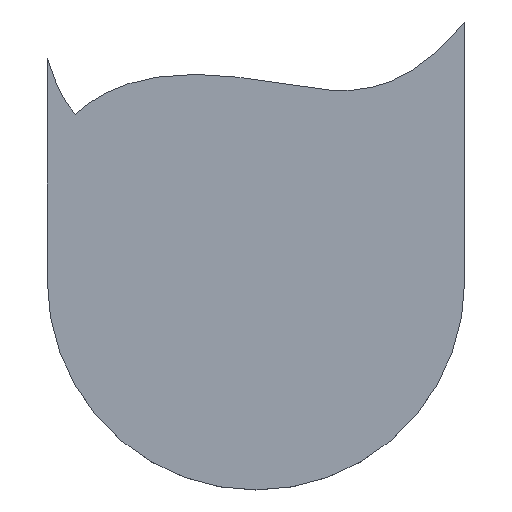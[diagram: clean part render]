
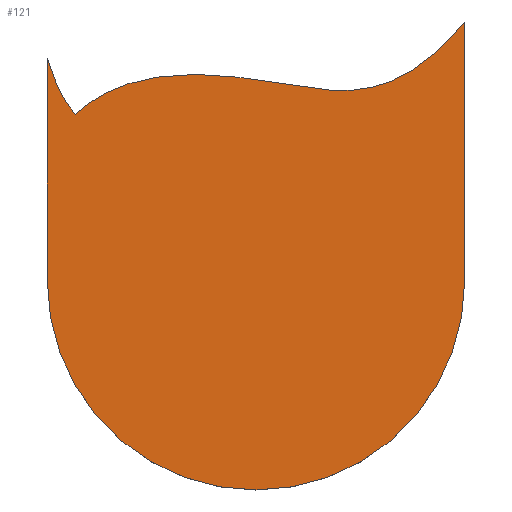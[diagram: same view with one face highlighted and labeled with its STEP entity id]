
A CAD part, top view. The second image highlights one B-rep face of the part: STEP entity #121.
In plain terms, the highlighted planar face has unit normal (0, 0, 1).
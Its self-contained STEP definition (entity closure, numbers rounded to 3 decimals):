
#16=(
BOUNDED_CURVE()
B_SPLINE_CURVE(5,(#353,#354,#355,#356,#357,#358,#359,#360,#361,#362),
 .UNSPECIFIED.,.F.,.F.)
B_SPLINE_CURVE_WITH_KNOTS((6,1,1,1,1,6),(-0.164,-0.16,-0.12,
-0.08,-0.04,0.),.UNSPECIFIED.)
CURVE()
GEOMETRIC_REPRESENTATION_ITEM()
RATIONAL_B_SPLINE_CURVE((1.,1.,1.,1.,1.,1.,1.,1.,1.,1.))
REPRESENTATION_ITEM('')
);
#17=(
BOUNDED_CURVE()
B_SPLINE_CURVE(5,(#413,#414,#415,#416,#417,#418,#419,#420,#421,#422,#423,
#424,#425,#426,#427,#428,#429,#430,#431,#432),.UNSPECIFIED.,.F.,.F.)
B_SPLINE_CURVE_WITH_KNOTS((6,1,1,1,1,1,1,1,1,1,1,1,1,1,1,6),(0.,0.067,
0.133,0.2,0.267,0.333,0.4,0.467,
0.533,0.6,0.667,0.733,0.8,0.867,
0.933,1.),.UNSPECIFIED.)
CURVE()
GEOMETRIC_REPRESENTATION_ITEM()
RATIONAL_B_SPLINE_CURVE((1.,1.,1.,1.,1.,1.,1.,1.,1.,1.,1.,1.,1.,1.,1.,1.,
1.,1.,1.,1.))
REPRESENTATION_ITEM('')
);
#26=FACE_OUTER_BOUND('',#33,.T.);
#33=EDGE_LOOP('',(#106,#107,#108,#109,#110));
#41=LINE('',#367,#50);
#44=LINE('',#435,#53);
#50=VECTOR('',#156,10.);
#53=VECTOR('',#165,10.);
#55=CIRCLE('',#140,7.5);
#61=VERTEX_POINT('',#350);
#62=VERTEX_POINT('',#352);
#63=VERTEX_POINT('',#365);
#64=VERTEX_POINT('',#369);
#65=VERTEX_POINT('',#412);
#72=EDGE_CURVE('',#62,#61,#16,.T.);
#75=EDGE_CURVE('',#61,#63,#41,.T.);
#77=EDGE_CURVE('',#63,#64,#55,.T.);
#78=EDGE_CURVE('',#65,#62,#17,.T.);
#80=EDGE_CURVE('',#64,#65,#44,.T.);
#106=ORIENTED_EDGE('',*,*,#77,.T.);
#107=ORIENTED_EDGE('',*,*,#80,.T.);
#108=ORIENTED_EDGE('',*,*,#78,.T.);
#109=ORIENTED_EDGE('',*,*,#72,.T.);
#110=ORIENTED_EDGE('',*,*,#75,.T.);
#114=PLANE('',#142);
#121=ADVANCED_FACE('',(#26),#114,.T.);
#140=AXIS2_PLACEMENT_3D('',#371,#160,#161);
#142=AXIS2_PLACEMENT_3D('',#436,#166,#167);
#156=DIRECTION('',(0.,-1.,0.));
#160=DIRECTION('center_axis',(0.,0.,1.));
#161=DIRECTION('ref_axis',(-1.,0.,0.));
#165=DIRECTION('',(0.,1.,0.));
#166=DIRECTION('center_axis',(0.,0.,1.));
#167=DIRECTION('ref_axis',(1.,0.,0.));
#350=CARTESIAN_POINT('',(0.,8.,2.));
#352=CARTESIAN_POINT('',(1.,6.,2.));
#353=CARTESIAN_POINT('Ctrl Pts',(1.,6.,2.));
#354=CARTESIAN_POINT('Ctrl Pts',(0.993,6.008,2.));
#355=CARTESIAN_POINT('Ctrl Pts',(0.925,6.092,2.));
#356=CARTESIAN_POINT('Ctrl Pts',(0.808,6.241,2.));
#357=CARTESIAN_POINT('Ctrl Pts',(0.658,6.449,2.));
#358=CARTESIAN_POINT('Ctrl Pts',(0.465,6.777,2.));
#359=CARTESIAN_POINT('Ctrl Pts',(0.276,7.194,2.));
#360=CARTESIAN_POINT('Ctrl Pts',(0.136,7.572,2.));
#361=CARTESIAN_POINT('Ctrl Pts',(0.045,7.853,2.));
#362=CARTESIAN_POINT('Ctrl Pts',(0.,8.,2.));
#365=CARTESIAN_POINT('',(0.,0.,2.));
#367=CARTESIAN_POINT('',(0.,0.,2.));
#369=CARTESIAN_POINT('',(15.,0.,2.));
#371=CARTESIAN_POINT('Origin',(7.5,0.,2.));
#412=CARTESIAN_POINT('',(15.,9.318,2.));
#413=CARTESIAN_POINT('Ctrl Pts',(15.,9.318,2.));
#414=CARTESIAN_POINT('Ctrl Pts',(14.85,9.134,2.));
#415=CARTESIAN_POINT('Ctrl Pts',(14.55,8.785,2.));
#416=CARTESIAN_POINT('Ctrl Pts',(14.095,8.312,2.));
#417=CARTESIAN_POINT('Ctrl Pts',(13.48,7.784,2.));
#418=CARTESIAN_POINT('Ctrl Pts',(12.696,7.298,2.));
#419=CARTESIAN_POINT('Ctrl Pts',(11.893,6.986,2.));
#420=CARTESIAN_POINT('Ctrl Pts',(11.066,6.838,2.));
#421=CARTESIAN_POINT('Ctrl Pts',(10.206,6.835,2.));
#422=CARTESIAN_POINT('Ctrl Pts',(9.299,6.94,2.));
#423=CARTESIAN_POINT('Ctrl Pts',(8.335,7.106,2.));
#424=CARTESIAN_POINT('Ctrl Pts',(7.306,7.284,2.));
#425=CARTESIAN_POINT('Ctrl Pts',(6.218,7.42,2.));
#426=CARTESIAN_POINT('Ctrl Pts',(5.09,7.466,2.));
#427=CARTESIAN_POINT('Ctrl Pts',(3.959,7.383,2.));
#428=CARTESIAN_POINT('Ctrl Pts',(2.868,7.136,2.));
#429=CARTESIAN_POINT('Ctrl Pts',(2.062,6.786,2.));
#430=CARTESIAN_POINT('Ctrl Pts',(1.509,6.43,2.));
#431=CARTESIAN_POINT('Ctrl Pts',(1.165,6.15,2.));
#432=CARTESIAN_POINT('Ctrl Pts',(1.,6.,2.));
#435=CARTESIAN_POINT('',(15.,15.,2.));
#436=CARTESIAN_POINT('Origin',(7.5,0.909,2.));
